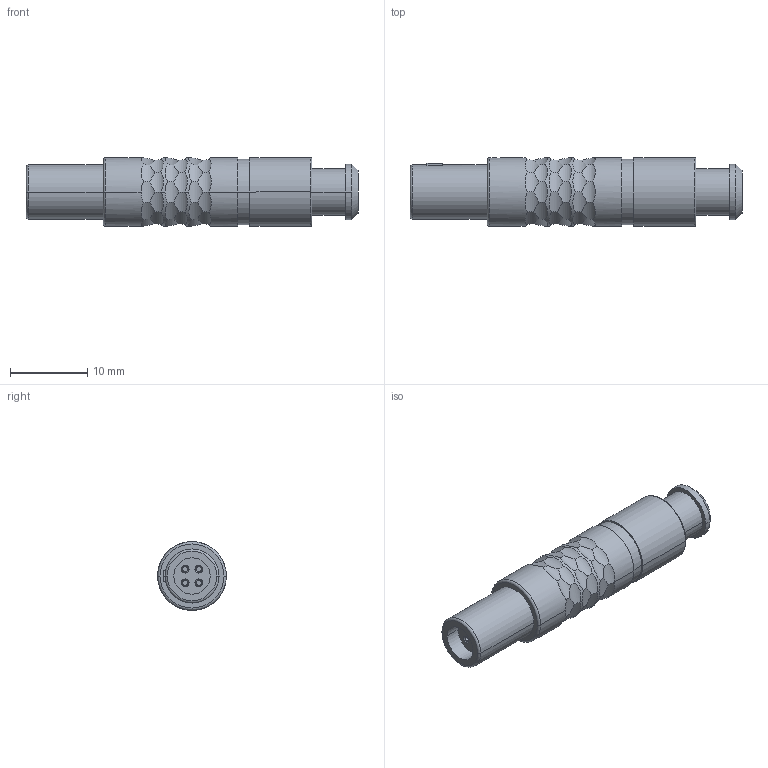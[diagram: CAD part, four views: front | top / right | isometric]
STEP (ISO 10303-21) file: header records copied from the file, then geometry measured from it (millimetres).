
FILE_DESCRIPTION((''),'2;1');
FILE_NAME('S20L0C-P04L','2013-10-31T',('RTrager'),(''),'PRO/ENGINEER BY PARAMETRIC TECHNOLOGY CORPORATION, 2013050','PRO/ENGINEER BY PARAMETRIC TECHNOLOGY CORPORATION, 2013050','');
FILE_SCHEMA(('CONFIG_CONTROL_DESIGN'));
Length unit declared in the file: millimetre
Products named in the file (1): S20L0C-P04L
Bounding box: 43 x 8.9 x 8.9 mm (x, y, z)
Volume: 1732.9 mm3; surface area: 1737 mm2
Topology: 1 solids, 1 shells, 176 faces, 445 edges, 288 vertices
Faces by surface type: cylinder 120, plane 31, torus 10, cone 10, bspline 5
Entity records: 7297 total; most frequent: CARTESIAN_POINT 3333, ORIENTED_EDGE 890, DIRECTION 707, EDGE_CURVE 445, AXIS2_PLACEMENT_3D 302, VERTEX_POINT 288, B_SPLINE_CURVE_WITH_KNOTS 211, EDGE_LOOP 193
